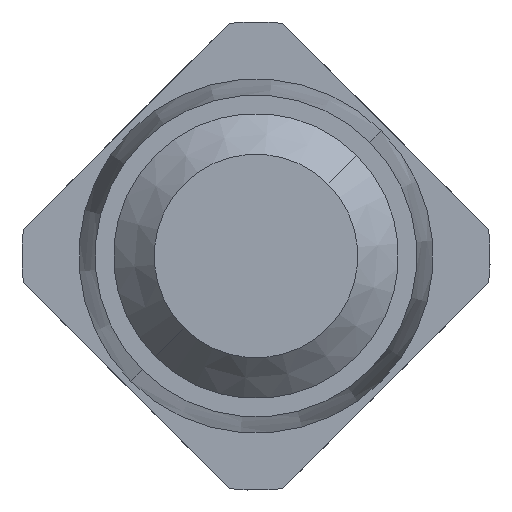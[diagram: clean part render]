
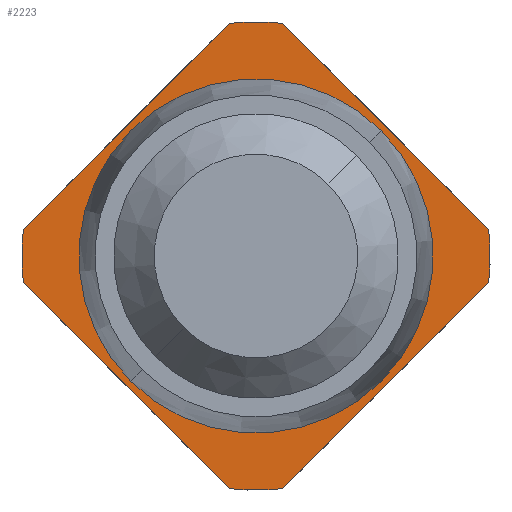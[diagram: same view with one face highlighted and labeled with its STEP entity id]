
A CAD part, front view. The second image highlights one B-rep face of the part: STEP entity #2223.
In plain terms, the highlighted planar face has unit normal (0, -1, 0).
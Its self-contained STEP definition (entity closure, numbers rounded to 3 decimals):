
#56 = CARTESIAN_POINT ( 'NONE',  ( 0., 37.5, 0. ) ) ;
#63 = DIRECTION ( 'NONE',  ( 0.707, 0., 0.707 ) ) ;
#207 = ORIENTED_EDGE ( 'NONE', *, *, #2964, .T. ) ;
#210 = VERTEX_POINT ( 'NONE', #2858 ) ;
#223 = VECTOR ( 'NONE', #2941, 1000. ) ;
#242 = CARTESIAN_POINT ( 'NONE',  ( 0.308, 37.5, 0.308 ) ) ;
#327 = VECTOR ( 'NONE', #3053, 1000. ) ;
#361 = VERTEX_POINT ( 'NONE', #2437 ) ;
#415 = DIRECTION ( 'NONE',  ( 0.707, 0., 0.707 ) ) ;
#467 = AXIS2_PLACEMENT_3D ( 'NONE', #1571, #2399, #1592 ) ;
#477 = PLANE ( 'NONE',  #467 ) ;
#515 = FACE_OUTER_BOUND ( 'NONE', #1301, .T. ) ;
#565 = EDGE_CURVE ( 'NONE', #2302, #2295, #2391, .T. ) ;
#582 = AXIS2_PLACEMENT_3D ( 'NONE', #1460, #1498, #2300 ) ;
#603 = ORIENTED_EDGE ( 'NONE', *, *, #1527, .T. ) ;
#649 = ORIENTED_EDGE ( 'NONE', *, *, #836, .T. ) ;
#691 = CIRCLE ( 'NONE', #2083, 0.575 ) ;
#732 = CARTESIAN_POINT ( 'NONE',  ( 0., 37.5, 0. ) ) ;
#744 = CARTESIAN_POINT ( 'NONE',  ( 0.318, 37.5, -0.318 ) ) ;
#785 = DIRECTION ( 'NONE',  ( 0., -1., 0. ) ) ;
#822 = AXIS2_PLACEMENT_3D ( 'NONE', #732, #2951, #63 ) ;
#836 = EDGE_CURVE ( 'NONE', #2727, #3164, #3554, .T. ) ;
#912 = VECTOR ( 'NONE', #415, 1000. ) ;
#971 = CIRCLE ( 'NONE', #1666, 0.435 ) ;
#977 = VERTEX_POINT ( 'NONE', #3396 ) ;
#995 = LINE ( 'NONE', #1833, #223 ) ;
#1048 = VERTEX_POINT ( 'NONE', #2094 ) ;
#1064 = DIRECTION ( 'NONE',  ( 0.707, 0., 0.707 ) ) ;
#1066 = ORIENTED_EDGE ( 'NONE', *, *, #2958, .T. ) ;
#1150 = VECTOR ( 'NONE', #1244, 1000. ) ;
#1229 = DIRECTION ( 'NONE',  ( 0., -1., 0. ) ) ;
#1234 = ORIENTED_EDGE ( 'NONE', *, *, #2006, .T. ) ;
#1244 = DIRECTION ( 'NONE',  ( -0.707, 0., 0.707 ) ) ;
#1251 = VERTEX_POINT ( 'NONE', #2204 ) ;
#1301 = EDGE_LOOP ( 'NONE', ( #3093, #2314, #2577, #1234, #649, #603, #1066, #207 ) ) ;
#1347 = CIRCLE ( 'NONE', #582, 0.575 ) ;
#1460 = CARTESIAN_POINT ( 'NONE',  ( 0., 37.5, 0. ) ) ;
#1498 = DIRECTION ( 'NONE',  ( 0., -1., 0. ) ) ;
#1527 = EDGE_CURVE ( 'NONE', #3164, #977, #2984, .T. ) ;
#1551 = CARTESIAN_POINT ( 'NONE',  ( 0., 37.5, 0. ) ) ;
#1571 = CARTESIAN_POINT ( 'NONE',  ( -0.407, 37.5, 0.407 ) ) ;
#1592 = DIRECTION ( 'NONE',  ( 0.707, 0., 0.707 ) ) ;
#1666 = AXIS2_PLACEMENT_3D ( 'NONE', #3123, #1687, #3142 ) ;
#1672 = CARTESIAN_POINT ( 'NONE',  ( -0.065, 37.5, -0.571 ) ) ;
#1687 = DIRECTION ( 'NONE',  ( 0., -1., 0. ) ) ;
#1704 = LINE ( 'NONE', #1979, #327 ) ;
#1797 = EDGE_CURVE ( 'NONE', #2295, #2302, #971, .T. ) ;
#1833 = CARTESIAN_POINT ( 'NONE',  ( -0.318, 37.5, 0.318 ) ) ;
#1903 = ORIENTED_EDGE ( 'NONE', *, *, #1797, .F. ) ;
#1979 = CARTESIAN_POINT ( 'NONE',  ( -0.725, 37.5, 0.088 ) ) ;
#2006 = EDGE_CURVE ( 'NONE', #210, #2727, #1704, .T. ) ;
#2044 = LINE ( 'NONE', #2343, #1150 ) ;
#2083 = AXIS2_PLACEMENT_3D ( 'NONE', #56, #1229, #2903 ) ;
#2094 = CARTESIAN_POINT ( 'NONE',  ( -0.571, 37.5, 0.065 ) ) ;
#2119 = DIRECTION ( 'NONE',  ( 0., -1., 0. ) ) ;
#2204 = CARTESIAN_POINT ( 'NONE',  ( 0.571, 37.5, 0.065 ) ) ;
#2207 = EDGE_CURVE ( 'NONE', #2851, #361, #3082, .T. ) ;
#2208 = CARTESIAN_POINT ( 'NONE',  ( 0.065, 37.5, 0.571 ) ) ;
#2211 = ORIENTED_EDGE ( 'NONE', *, *, #565, .F. ) ;
#2223 = ADVANCED_FACE ( 'Defeature ausgef�hrt1_2', ( #3297, #515 ), #477, .T. ) ;
#2295 = VERTEX_POINT ( 'NONE', #3012 ) ;
#2300 = DIRECTION ( 'NONE',  ( 0.707, 0., 0.707 ) ) ;
#2302 = VERTEX_POINT ( 'NONE', #242 ) ;
#2314 = ORIENTED_EDGE ( 'NONE', *, *, #3341, .T. ) ;
#2343 = CARTESIAN_POINT ( 'NONE',  ( -0.088, 37.5, 0.725 ) ) ;
#2375 = CARTESIAN_POINT ( 'NONE',  ( 0.065, 37.5, -0.571 ) ) ;
#2391 = CIRCLE ( 'NONE', #822, 0.435 ) ;
#2399 = DIRECTION ( 'NONE',  ( 0., -1., 0. ) ) ;
#2437 = CARTESIAN_POINT ( 'NONE',  ( -0.065, 37.5, 0.571 ) ) ;
#2545 = EDGE_CURVE ( 'NONE', #1048, #210, #1347, .T. ) ;
#2577 = ORIENTED_EDGE ( 'NONE', *, *, #2545, .T. ) ;
#2693 = DIRECTION ( 'NONE',  ( 0.707, 0., 0.707 ) ) ;
#2727 = VERTEX_POINT ( 'NONE', #1672 ) ;
#2851 = VERTEX_POINT ( 'NONE', #2208 ) ;
#2858 = CARTESIAN_POINT ( 'NONE',  ( -0.571, 37.5, -0.065 ) ) ;
#2903 = DIRECTION ( 'NONE',  ( 0.707, 0., 0.707 ) ) ;
#2941 = DIRECTION ( 'NONE',  ( -0.707, 0., -0.707 ) ) ;
#2951 = DIRECTION ( 'NONE',  ( 0., -1., 0. ) ) ;
#2958 = EDGE_CURVE ( 'NONE', #977, #1251, #691, .T. ) ;
#2964 = EDGE_CURVE ( 'NONE', #1251, #2851, #2044, .T. ) ;
#2982 = AXIS2_PLACEMENT_3D ( 'NONE', #3003, #785, #2693 ) ;
#2984 = LINE ( 'NONE', #744, #912 ) ;
#3003 = CARTESIAN_POINT ( 'NONE',  ( 0., 37.5, 0. ) ) ;
#3012 = CARTESIAN_POINT ( 'NONE',  ( -0.308, 37.5, -0.308 ) ) ;
#3027 = AXIS2_PLACEMENT_3D ( 'NONE', #1551, #2119, #1064 ) ;
#3053 = DIRECTION ( 'NONE',  ( 0.707, 0., -0.707 ) ) ;
#3082 = CIRCLE ( 'NONE', #3027, 0.575 ) ;
#3093 = ORIENTED_EDGE ( 'NONE', *, *, #2207, .T. ) ;
#3123 = CARTESIAN_POINT ( 'NONE',  ( 0., 37.5, 0. ) ) ;
#3142 = DIRECTION ( 'NONE',  ( 0.707, 0., 0.707 ) ) ;
#3164 = VERTEX_POINT ( 'NONE', #2375 ) ;
#3297 = FACE_BOUND ( 'NONE', #3583, .T. ) ;
#3341 = EDGE_CURVE ( 'NONE', #361, #1048, #995, .T. ) ;
#3396 = CARTESIAN_POINT ( 'NONE',  ( 0.571, 37.5, -0.065 ) ) ;
#3554 = CIRCLE ( 'NONE', #2982, 0.575 ) ;
#3583 = EDGE_LOOP ( 'NONE', ( #1903, #2211 ) ) ;
